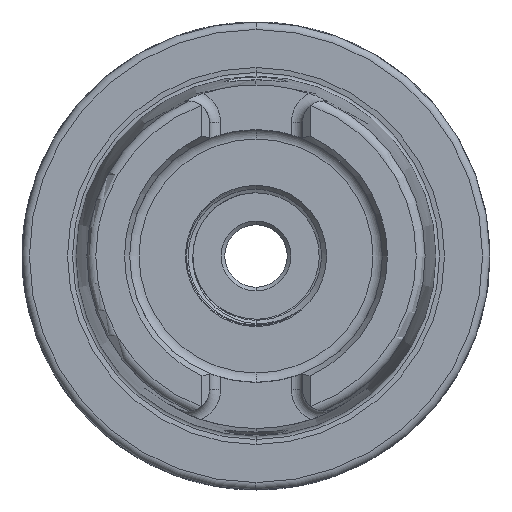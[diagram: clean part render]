
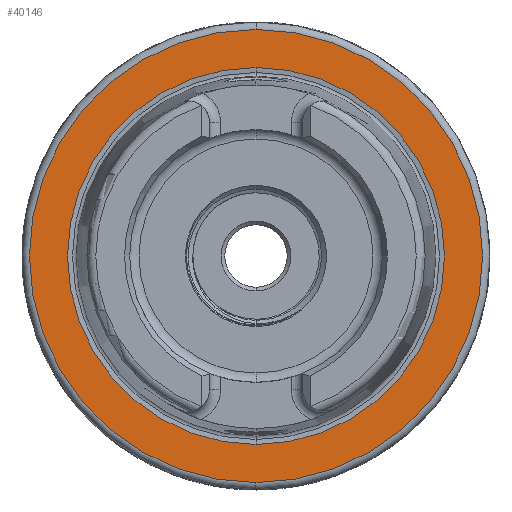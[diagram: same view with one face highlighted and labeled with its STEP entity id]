
A CAD part, left-side view. The second image highlights one B-rep face of the part: STEP entity #40146.
In plain terms, the highlighted planar face has unit normal (-1, 0, 0).
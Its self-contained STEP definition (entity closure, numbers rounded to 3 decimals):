
#606 = EDGE_CURVE ( 'NONE', #4684, #4685, #32009, .T. ) ;
#607 = EDGE_CURVE ( 'NONE', #4680, #4681, #32010, .T. ) ;
#4680 = VERTEX_POINT ( 'NONE', #12817 ) ;
#4681 = VERTEX_POINT ( 'NONE', #12818 ) ;
#4684 = VERTEX_POINT ( 'NONE', #12821 ) ;
#4685 = VERTEX_POINT ( 'NONE', #12822 ) ;
#5281 = FACE_OUTER_BOUND ( 'NONE', #29123, .T. ) ;
#5285 = FACE_BOUND ( 'NONE', #29120, .T. ) ;
#5288 = AXIS2_PLACEMENT_3D ( 'NONE', #28453, #28454, #28455 ) ;
#9779 = CARTESIAN_POINT ( 'NONE',  ( 0., 0., 0. ) ) ;
#9780 = DIRECTION ( 'NONE',  ( 1., 0., 0. ) ) ;
#9781 = DIRECTION ( 'NONE',  ( 0., 0., -1. ) ) ;
#9782 = CARTESIAN_POINT ( 'NONE',  ( 0., 0., 0. ) ) ;
#9783 = DIRECTION ( 'NONE',  ( -1., 0., 0. ) ) ;
#9784 = DIRECTION ( 'NONE',  ( 0., 0., 1. ) ) ;
#12817 = CARTESIAN_POINT ( 'NONE',  ( 0., 0., -30.5 ) ) ;
#12818 = CARTESIAN_POINT ( 'NONE',  ( 0., 0., 30.5 ) ) ;
#12821 = CARTESIAN_POINT ( 'NONE',  ( 0., 0., -25.369 ) ) ;
#12822 = CARTESIAN_POINT ( 'NONE',  ( 0., 0., 25.369 ) ) ;
#18968 = AXIS2_PLACEMENT_3D ( 'NONE', #19612, #19613, #19614 ) ;
#18986 = AXIS2_PLACEMENT_3D ( 'NONE', #19672, #19673, #19674 ) ;
#19612 = CARTESIAN_POINT ( 'NONE',  ( 0., 0., 0. ) ) ;
#19613 = DIRECTION ( 'NONE',  ( -1., 0., 0. ) ) ;
#19614 = DIRECTION ( 'NONE',  ( 0., 0., 1. ) ) ;
#19672 = CARTESIAN_POINT ( 'NONE',  ( 0., 0., 0. ) ) ;
#19673 = DIRECTION ( 'NONE',  ( 1., 0., 0. ) ) ;
#19674 = DIRECTION ( 'NONE',  ( 0., 0., -1. ) ) ;
#25717 = ORIENTED_EDGE ( 'NONE', *, *, #31924, .T. ) ;
#25718 = ORIENTED_EDGE ( 'NONE', *, *, #607, .T. ) ;
#25719 = ORIENTED_EDGE ( 'NONE', *, *, #606, .T. ) ;
#25720 = ORIENTED_EDGE ( 'NONE', *, *, #31935, .T. ) ;
#28452 = PLANE ( 'NONE',  #5288 ) ;
#28453 = CARTESIAN_POINT ( 'NONE',  ( 0., 25.369, 0. ) ) ;
#28454 = DIRECTION ( 'NONE',  ( -1., 0., 0. ) ) ;
#28455 = DIRECTION ( 'NONE',  ( 0., 0., 1. ) ) ;
#29120 = EDGE_LOOP ( 'NONE', ( #25720, #25719 ) ) ;
#29123 = EDGE_LOOP ( 'NONE', ( #25717, #25718 ) ) ;
#30775 = CIRCLE ( 'NONE', #18968, 30.5 ) ;
#30782 = CIRCLE ( 'NONE', #18986, 25.369 ) ;
#31924 = EDGE_CURVE ( 'NONE', #4681, #4680, #30775, .T. ) ;
#31935 = EDGE_CURVE ( 'NONE', #4685, #4684, #30782, .T. ) ;
#32009 = CIRCLE ( 'NONE', #38242, 25.369 ) ;
#32010 = CIRCLE ( 'NONE', #38243, 30.5 ) ;
#38242 = AXIS2_PLACEMENT_3D ( 'NONE', #9779, #9780, #9781 ) ;
#38243 = AXIS2_PLACEMENT_3D ( 'NONE', #9782, #9783, #9784 ) ;
#40146 = ADVANCED_FACE ( 'NONE', ( #5281, #5285 ), #28452, .T. ) ;
